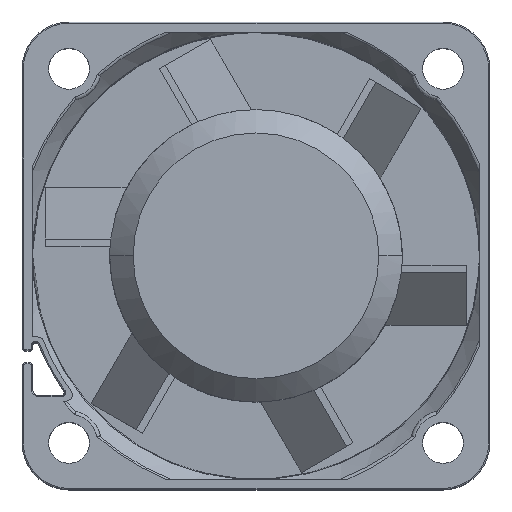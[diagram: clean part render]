
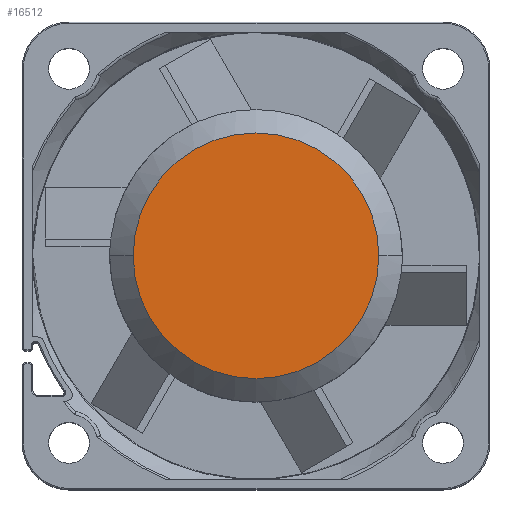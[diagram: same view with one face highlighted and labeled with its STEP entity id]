
A CAD part, top view. The second image highlights one B-rep face of the part: STEP entity #16512.
In plain terms, the highlighted planar face has unit normal (0, 0, 1).
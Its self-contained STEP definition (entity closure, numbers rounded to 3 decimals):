
#15979=CARTESIAN_POINT('',(0.,0.,18.796));
#15980=DIRECTION('',(0.,0.,-1.));
#15981=DIRECTION('',(-1.,0.,0.));
#15982=AXIS2_PLACEMENT_3D('',#15979,#15980,#15981);
#15984=CARTESIAN_POINT('',(0.,0.,18.796));
#15985=DIRECTION('',(0.,0.,-1.));
#15986=DIRECTION('',(1.,0.,0.));
#15987=AXIS2_PLACEMENT_3D('',#15984,#15985,#15986);
#16325=CARTESIAN_POINT('',(-10.51,0.,18.796));
#16326=CARTESIAN_POINT('',(10.51,0.,18.796));
#16327=VERTEX_POINT('',#16325);
#16328=VERTEX_POINT('',#16326);
#16502=CARTESIAN_POINT('',(0.,0.,18.796));
#16503=DIRECTION('',(0.,0.,-1.));
#16504=DIRECTION('',(0.,-1.,0.));
#16505=AXIS2_PLACEMENT_3D('',#16502,#16503,#16504);
#16506=PLANE('',#16505);
#16507=ORIENTED_EDGE('',*,*,#16473,.T.);
#16509=ORIENTED_EDGE('',*,*,#16508,.T.);
#16510=EDGE_LOOP('',(#16507,#16509));
#16511=FACE_OUTER_BOUND('',#16510,.F.);
#16512=ADVANCED_FACE('',(#16511),#16506,.F.);
#15983=CIRCLE('',#15982,10.51);
#15988=CIRCLE('',#15987,10.51);
#16473=EDGE_CURVE('',#16327,#16328,#15983,.T.);
#16508=EDGE_CURVE('',#16328,#16327,#15988,.T.);
